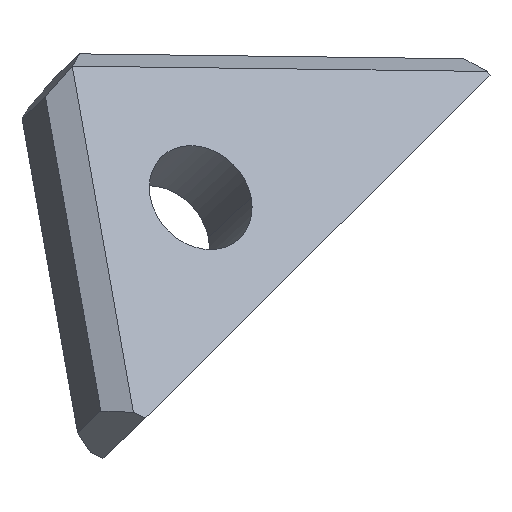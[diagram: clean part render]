
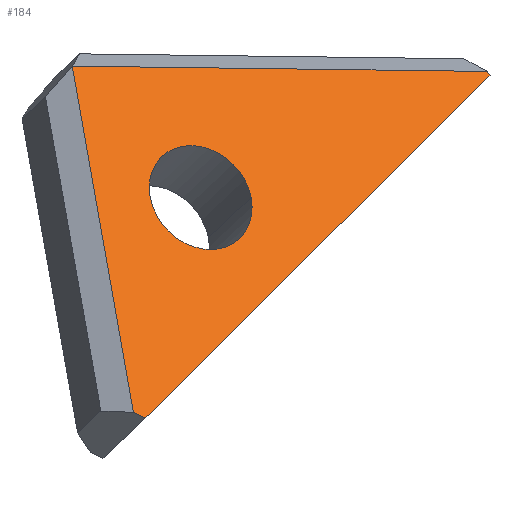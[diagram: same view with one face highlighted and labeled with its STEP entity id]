
A CAD part, front view. The second image highlights one B-rep face of the part: STEP entity #184.
In plain terms, the highlighted planar face has unit normal (0.413, -0.824, 0.388).
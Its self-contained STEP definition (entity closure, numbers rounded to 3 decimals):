
#4 = VERTEX_POINT ( 'NONE', #237 ) ;
#21 = LINE ( 'NONE', #214, #376 ) ;
#25 = CARTESIAN_POINT ( 'NONE',  ( -713.776, 172., -907.444 ) ) ;
#26 = CARTESIAN_POINT ( 'NONE',  ( -700.742, 203.363, -854.729 ) ) ;
#40 = VERTEX_POINT ( 'NONE', #427 ) ;
#41 = EDGE_CURVE ( 'NONE', #4, #40, #175, .T. ) ;
#50 = AXIS2_PLACEMENT_3D ( 'NONE', #386, #88, #163 ) ;
#57 = LINE ( 'NONE', #207, #148 ) ;
#58 = PLANE ( 'NONE',  #201 ) ;
#59 = VERTEX_POINT ( 'NONE', #317 ) ;
#80 = ORIENTED_EDGE ( 'NONE', *, *, #41, .F. ) ;
#85 = VERTEX_POINT ( 'NONE', #197 ) ;
#88 = DIRECTION ( 'NONE',  ( 0.413, -0.824, 0.388 ) ) ;
#91 = VERTEX_POINT ( 'NONE', #164 ) ;
#101 = DIRECTION ( 'NONE',  ( 0.894, 0.448, 0. ) ) ;
#106 = VERTEX_POINT ( 'NONE', #160 ) ;
#119 = EDGE_CURVE ( 'NONE', #268, #91, #57, .T. ) ;
#129 = VECTOR ( 'NONE', #139, 1000. ) ;
#130 = DIRECTION ( 'NONE',  ( -0.584, -0.567, -0.581 ) ) ;
#132 = CIRCLE ( 'NONE', #362, 12. ) ;
#135 = CARTESIAN_POINT ( 'NONE',  ( -723.547, 205.056, -826.854 ) ) ;
#139 = DIRECTION ( 'NONE',  ( 0.163, -0.352, -0.922 ) ) ;
#142 = VECTOR ( 'NONE', #130, 1000. ) ;
#148 = VECTOR ( 'NONE', #471, 1000. ) ;
#155 = EDGE_LOOP ( 'NONE', ( #325, #331, #380, #400, #366 ) ) ;
#160 = CARTESIAN_POINT ( 'NONE',  ( -728.027, 202.837, -826.796 ) ) ;
#163 = DIRECTION ( 'NONE',  ( 0.894, 0.448, 0. ) ) ;
#164 = CARTESIAN_POINT ( 'NONE',  ( -639.827, 246.534, -827.92 ) ) ;
#167 = ORIENTED_EDGE ( 'NONE', *, *, #300, .F. ) ;
#168 = CARTESIAN_POINT ( 'NONE',  ( -325.825, 649.782, -306.026 ) ) ;
#175 = CIRCLE ( 'NONE', #50, 12. ) ;
#184 = ADVANCED_FACE ( 'NONE', ( #189, #295 ), #58, .T. ) ;
#189 = FACE_BOUND ( 'NONE', #225, .T. ) ;
#197 = CARTESIAN_POINT ( 'NONE',  ( -712.413, 175.447, -901.578 ) ) ;
#201 = AXIS2_PLACEMENT_3D ( 'NONE', #168, #282, #438 ) ;
#204 = LINE ( 'NONE', #356, #142 ) ;
#207 = CARTESIAN_POINT ( 'NONE',  ( -811.548, 289.529, -553.8 ) ) ;
#214 = CARTESIAN_POINT ( 'NONE',  ( -519.279, 230.637, -990.022 ) ) ;
#222 = EDGE_CURVE ( 'NONE', #268, #85, #204, .T. ) ;
#225 = EDGE_LOOP ( 'NONE', ( #167, #80 ) ) ;
#233 = EDGE_CURVE ( 'NONE', #91, #106, #309, .T. ) ;
#237 = CARTESIAN_POINT ( 'NONE',  ( -690.015, 208.742, -854.729 ) ) ;
#247 = DIRECTION ( 'NONE',  ( -0.896, -0.444, 0.011 ) ) ;
#255 = DIRECTION ( 'NONE',  ( 0.413, -0.824, 0.388 ) ) ;
#266 = DIRECTION ( 'NONE',  ( 0.88, 0.251, -0.403 ) ) ;
#268 = VERTEX_POINT ( 'NONE', #391 ) ;
#282 = DIRECTION ( 'NONE',  ( 0.413, -0.824, 0.388 ) ) ;
#295 = FACE_OUTER_BOUND ( 'NONE', #155, .T. ) ;
#300 = EDGE_CURVE ( 'NONE', #40, #4, #132, .T. ) ;
#309 = LINE ( 'NONE', #135, #434 ) ;
#317 = CARTESIAN_POINT ( 'NONE',  ( -715.024, 174.7, -900.382 ) ) ;
#325 = ORIENTED_EDGE ( 'NONE', *, *, #332, .T. ) ;
#331 = ORIENTED_EDGE ( 'NONE', *, *, #431, .T. ) ;
#332 = EDGE_CURVE ( 'NONE', #106, #59, #407, .T. ) ;
#356 = CARTESIAN_POINT ( 'NONE',  ( -718.256, 169.78, -907.387 ) ) ;
#362 = AXIS2_PLACEMENT_3D ( 'NONE', #26, #255, #101 ) ;
#366 = ORIENTED_EDGE ( 'NONE', *, *, #233, .T. ) ;
#376 = VECTOR ( 'NONE', #266, 1000. ) ;
#380 = ORIENTED_EDGE ( 'NONE', *, *, #222, .F. ) ;
#386 = CARTESIAN_POINT ( 'NONE',  ( -700.742, 203.363, -854.729 ) ) ;
#391 = CARTESIAN_POINT ( 'NONE',  ( -639.248, 246.389, -828.845 ) ) ;
#400 = ORIENTED_EDGE ( 'NONE', *, *, #119, .T. ) ;
#407 = LINE ( 'NONE', #25, #129 ) ;
#427 = CARTESIAN_POINT ( 'NONE',  ( -711.469, 197.984, -854.729 ) ) ;
#431 = EDGE_CURVE ( 'NONE', #59, #85, #21, .T. ) ;
#434 = VECTOR ( 'NONE', #247, 1000. ) ;
#438 = DIRECTION ( 'NONE',  ( 0.894, 0.448, 0. ) ) ;
#471 = DIRECTION ( 'NONE',  ( -0.526, 0.132, 0.84 ) ) ;
